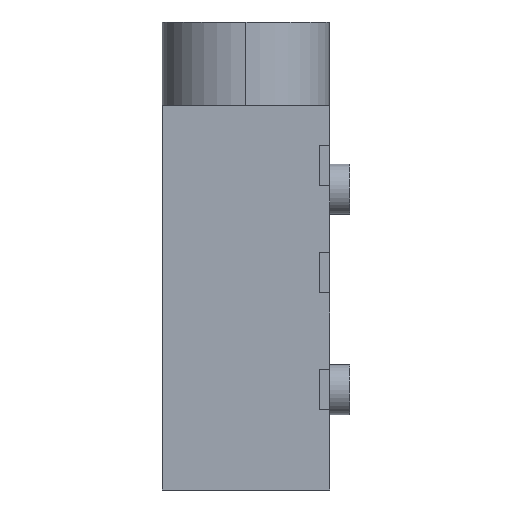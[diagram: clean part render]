
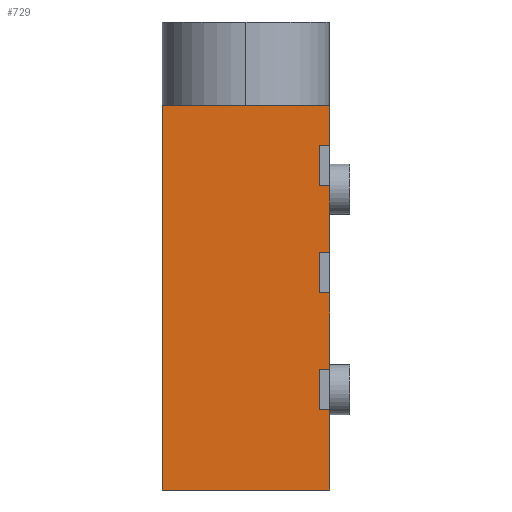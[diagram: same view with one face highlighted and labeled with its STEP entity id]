
A CAD part, left-side view. The second image highlights one B-rep face of the part: STEP entity #729.
In plain terms, the highlighted planar face has unit normal (-1, 0, 0).
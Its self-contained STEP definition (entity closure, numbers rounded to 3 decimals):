
#2 = LINE ( 'NONE', #704, #643 ) ;
#15 = EDGE_CURVE ( 'NONE', #1136, #1705, #835, .T. ) ;
#43 = DIRECTION ( 'NONE',  ( 0., -1., 0. ) ) ;
#57 = LINE ( 'NONE', #1329, #1450 ) ;
#67 = CARTESIAN_POINT ( 'NONE',  ( -3., -2.5, 3.6 ) ) ;
#70 = DIRECTION ( 'NONE',  ( 0., -1., 0. ) ) ;
#71 = ORIENTED_EDGE ( 'NONE', *, *, #118, .T. ) ;
#86 = DIRECTION ( 'NONE',  ( 0., 0., -1. ) ) ;
#96 = ORIENTED_EDGE ( 'NONE', *, *, #1354, .F. ) ;
#98 = EDGE_CURVE ( 'NONE', #1258, #397, #1243, .T. ) ;
#105 = CARTESIAN_POINT ( 'NONE',  ( -3., -2.2, 7.1 ) ) ;
#107 = LINE ( 'NONE', #126, #803 ) ;
#108 = ORIENTED_EDGE ( 'NONE', *, *, #1556, .T. ) ;
#118 = EDGE_CURVE ( 'NONE', #1723, #581, #1613, .T. ) ;
#126 = CARTESIAN_POINT ( 'NONE',  ( -3., -2.5, 11.5 ) ) ;
#131 = LINE ( 'NONE', #710, #390 ) ;
#140 = ORIENTED_EDGE ( 'NONE', *, *, #402, .T. ) ;
#149 = VECTOR ( 'NONE', #86, 1000. ) ;
#158 = CARTESIAN_POINT ( 'NONE',  ( -3., -2.2, 2.4 ) ) ;
#174 = CARTESIAN_POINT ( 'NONE',  ( -3., -2.2, 10.3 ) ) ;
#176 = ORIENTED_EDGE ( 'NONE', *, *, #1218, .F. ) ;
#179 = DIRECTION ( 'NONE',  ( 0., 0., 1. ) ) ;
#205 = VERTEX_POINT ( 'NONE', #214 ) ;
#212 = VECTOR ( 'NONE', #70, 1000. ) ;
#214 = CARTESIAN_POINT ( 'NONE',  ( -3., -2.5, 0. ) ) ;
#223 = VERTEX_POINT ( 'NONE', #1588 ) ;
#228 = CARTESIAN_POINT ( 'NONE',  ( -3., 2.5, 11.5 ) ) ;
#281 = CARTESIAN_POINT ( 'NONE',  ( -3., 2.5, 11.5 ) ) ;
#312 = LINE ( 'NONE', #669, #1199 ) ;
#323 = CARTESIAN_POINT ( 'NONE',  ( -3., -2.2, 9.1 ) ) ;
#328 = CARTESIAN_POINT ( 'NONE',  ( -3., -2.2, 10.3 ) ) ;
#333 = CARTESIAN_POINT ( 'NONE',  ( -3., -2.2, 3.6 ) ) ;
#352 = DIRECTION ( 'NONE',  ( 0., 0., -1. ) ) ;
#390 = VECTOR ( 'NONE', #1525, 1000. ) ;
#397 = VERTEX_POINT ( 'NONE', #651 ) ;
#402 = EDGE_CURVE ( 'NONE', #581, #1228, #525, .T. ) ;
#417 = DIRECTION ( 'NONE',  ( 0., -1., 0. ) ) ;
#476 = VERTEX_POINT ( 'NONE', #281 ) ;
#496 = ORIENTED_EDGE ( 'NONE', *, *, #15, .T. ) ;
#525 = LINE ( 'NONE', #775, #1561 ) ;
#541 = VECTOR ( 'NONE', #1490, 1000. ) ;
#549 = CARTESIAN_POINT ( 'NONE',  ( -3., -2.2, 2.4 ) ) ;
#565 = VECTOR ( 'NONE', #352, 1000. ) ;
#567 = DIRECTION ( 'NONE',  ( 0., -1., 0. ) ) ;
#579 = DIRECTION ( 'NONE',  ( 0., 0., 1. ) ) ;
#581 = VERTEX_POINT ( 'NONE', #333 ) ;
#604 = CARTESIAN_POINT ( 'NONE',  ( -3., -2.5, 11.5 ) ) ;
#611 = CARTESIAN_POINT ( 'NONE',  ( -3., -2.2, 10.3 ) ) ;
#620 = ORIENTED_EDGE ( 'NONE', *, *, #1162, .F. ) ;
#631 = CARTESIAN_POINT ( 'NONE',  ( -3., -2.5, 9.1 ) ) ;
#632 = ORIENTED_EDGE ( 'NONE', *, *, #1100, .F. ) ;
#643 = VECTOR ( 'NONE', #1253, 1000. ) ;
#651 = CARTESIAN_POINT ( 'NONE',  ( -3., -2.5, 5.9 ) ) ;
#654 = VERTEX_POINT ( 'NONE', #1665 ) ;
#669 = CARTESIAN_POINT ( 'NONE',  ( -3., 2.5, 0. ) ) ;
#702 = VECTOR ( 'NONE', #1570, 1000. ) ;
#704 = CARTESIAN_POINT ( 'NONE',  ( -3., 2.5, 11.5 ) ) ;
#708 = DIRECTION ( 'NONE',  ( 0., -1., 0. ) ) ;
#710 = CARTESIAN_POINT ( 'NONE',  ( -3., -2.2, 9.1 ) ) ;
#721 = EDGE_CURVE ( 'NONE', #654, #858, #1150, .T. ) ;
#729 = ADVANCED_FACE ( 'NONE', ( #814 ), #1710, .F. ) ;
#737 = DIRECTION ( 'NONE',  ( 0., -1., 0. ) ) ;
#742 = EDGE_CURVE ( 'NONE', #397, #1228, #942, .T. ) ;
#748 = DIRECTION ( 'NONE',  ( 0., 0., -1. ) ) ;
#751 = CARTESIAN_POINT ( 'NONE',  ( -3., 2.5, 11.5 ) ) ;
#758 = ORIENTED_EDGE ( 'NONE', *, *, #1472, .T. ) ;
#768 = VERTEX_POINT ( 'NONE', #105 ) ;
#775 = CARTESIAN_POINT ( 'NONE',  ( -3., -2.2, 3.6 ) ) ;
#785 = LINE ( 'NONE', #876, #212 ) ;
#794 = ORIENTED_EDGE ( 'NONE', *, *, #1617, .F. ) ;
#802 = VERTEX_POINT ( 'NONE', #1457 ) ;
#803 = VECTOR ( 'NONE', #808, 1000. ) ;
#808 = DIRECTION ( 'NONE',  ( 0., 0., -1. ) ) ;
#814 = FACE_OUTER_BOUND ( 'NONE', #1725, .T. ) ;
#835 = LINE ( 'NONE', #174, #938 ) ;
#847 = AXIS2_PLACEMENT_3D ( 'NONE', #751, #1565, #748 ) ;
#858 = VERTEX_POINT ( 'NONE', #1054 ) ;
#859 = VERTEX_POINT ( 'NONE', #1193 ) ;
#876 = CARTESIAN_POINT ( 'NONE',  ( -3., -2.2, 7.1 ) ) ;
#898 = CARTESIAN_POINT ( 'NONE',  ( -3., -2.5, 11.5 ) ) ;
#902 = VECTOR ( 'NONE', #708, 1000. ) ;
#920 = LINE ( 'NONE', #611, #1530 ) ;
#938 = VECTOR ( 'NONE', #579, 1000. ) ;
#942 = LINE ( 'NONE', #1031, #1033 ) ;
#1029 = ORIENTED_EDGE ( 'NONE', *, *, #1229, .T. ) ;
#1031 = CARTESIAN_POINT ( 'NONE',  ( -3., -2.5, 11.5 ) ) ;
#1033 = VECTOR ( 'NONE', #1693, 1000. ) ;
#1041 = ORIENTED_EDGE ( 'NONE', *, *, #742, .F. ) ;
#1054 = CARTESIAN_POINT ( 'NONE',  ( -3., -2.5, 10.3 ) ) ;
#1076 = VECTOR ( 'NONE', #417, 1000. ) ;
#1100 = EDGE_CURVE ( 'NONE', #476, #654, #2, .T. ) ;
#1124 = ORIENTED_EDGE ( 'NONE', *, *, #1293, .T. ) ;
#1135 = CARTESIAN_POINT ( 'NONE',  ( -3., -2.2, 5.9 ) ) ;
#1136 = VERTEX_POINT ( 'NONE', #323 ) ;
#1150 = LINE ( 'NONE', #898, #702 ) ;
#1162 = EDGE_CURVE ( 'NONE', #1136, #1332, #131, .T. ) ;
#1193 = CARTESIAN_POINT ( 'NONE',  ( -3., -2.5, 2.4 ) ) ;
#1199 = VECTOR ( 'NONE', #43, 1000. ) ;
#1213 = ORIENTED_EDGE ( 'NONE', *, *, #98, .F. ) ;
#1217 = LINE ( 'NONE', #604, #565 ) ;
#1218 = EDGE_CURVE ( 'NONE', #1332, #223, #1217, .T. ) ;
#1228 = VERTEX_POINT ( 'NONE', #67 ) ;
#1229 = EDGE_CURVE ( 'NONE', #768, #223, #785, .T. ) ;
#1235 = LINE ( 'NONE', #228, #149 ) ;
#1236 = CARTESIAN_POINT ( 'NONE',  ( -3., -2.2, 5.9 ) ) ;
#1243 = LINE ( 'NONE', #1236, #902 ) ;
#1253 = DIRECTION ( 'NONE',  ( 0., -1., 0. ) ) ;
#1258 = VERTEX_POINT ( 'NONE', #1135 ) ;
#1271 = ORIENTED_EDGE ( 'NONE', *, *, #721, .F. ) ;
#1293 = EDGE_CURVE ( 'NONE', #1705, #858, #920, .T. ) ;
#1329 = CARTESIAN_POINT ( 'NONE',  ( -3., -2.2, 7.1 ) ) ;
#1332 = VERTEX_POINT ( 'NONE', #631 ) ;
#1354 = EDGE_CURVE ( 'NONE', #1723, #859, #1433, .T. ) ;
#1433 = LINE ( 'NONE', #549, #1076 ) ;
#1446 = EDGE_CURVE ( 'NONE', #802, #205, #312, .T. ) ;
#1450 = VECTOR ( 'NONE', #179, 1000. ) ;
#1457 = CARTESIAN_POINT ( 'NONE',  ( -3., 2.5, 0. ) ) ;
#1472 = EDGE_CURVE ( 'NONE', #1258, #768, #57, .T. ) ;
#1490 = DIRECTION ( 'NONE',  ( 0., 0., 1. ) ) ;
#1525 = DIRECTION ( 'NONE',  ( 0., -1., 0. ) ) ;
#1530 = VECTOR ( 'NONE', #737, 1000. ) ;
#1556 = EDGE_CURVE ( 'NONE', #476, #802, #1235, .T. ) ;
#1561 = VECTOR ( 'NONE', #567, 1000. ) ;
#1565 = DIRECTION ( 'NONE',  ( 1., 0., 0. ) ) ;
#1570 = DIRECTION ( 'NONE',  ( 0., 0., -1. ) ) ;
#1588 = CARTESIAN_POINT ( 'NONE',  ( -3., -2.5, 7.1 ) ) ;
#1590 = ORIENTED_EDGE ( 'NONE', *, *, #1446, .T. ) ;
#1613 = LINE ( 'NONE', #1655, #541 ) ;
#1617 = EDGE_CURVE ( 'NONE', #859, #205, #107, .T. ) ;
#1655 = CARTESIAN_POINT ( 'NONE',  ( -3., -2.2, 3.6 ) ) ;
#1665 = CARTESIAN_POINT ( 'NONE',  ( -3., -2.5, 11.5 ) ) ;
#1693 = DIRECTION ( 'NONE',  ( 0., 0., -1. ) ) ;
#1705 = VERTEX_POINT ( 'NONE', #328 ) ;
#1710 = PLANE ( 'NONE',  #847 ) ;
#1723 = VERTEX_POINT ( 'NONE', #158 ) ;
#1725 = EDGE_LOOP ( 'NONE', ( #496, #1124, #1271, #632, #108, #1590, #794, #96, #71, #140, #1041, #1213, #758, #1029, #176, #620 ) ) ;
